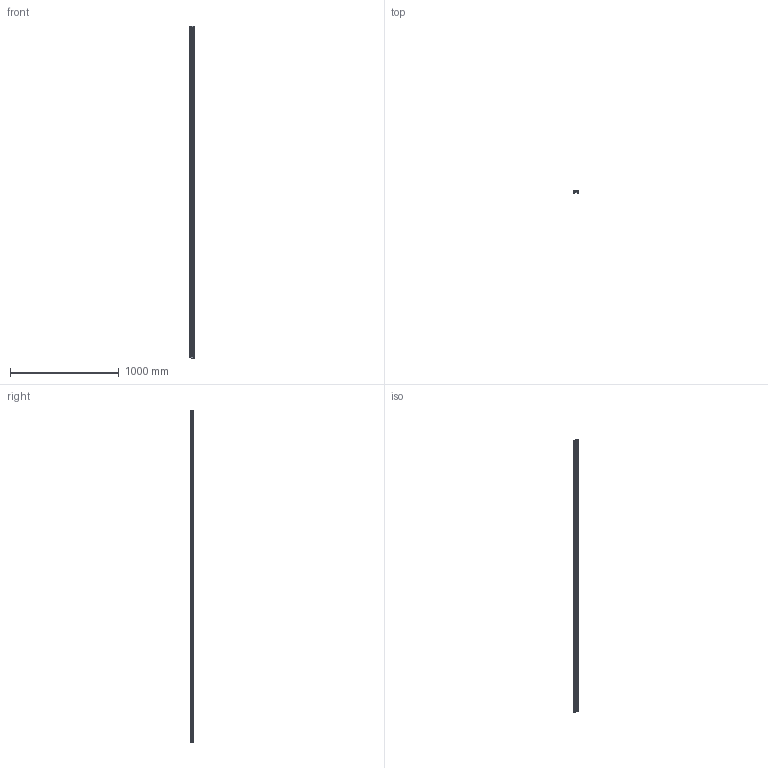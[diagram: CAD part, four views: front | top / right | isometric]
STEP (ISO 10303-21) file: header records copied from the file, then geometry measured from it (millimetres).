
FILE_DESCRIPTION(/* description */ (''),/* implementation_level */ '2;1');
FILE_NAME(/* name */ '10ft length.stp',/* time_stamp */ '2024-01-17T13:54:10-05:00',/* author */ ('DanielTentori'),/* organization */ (''),/* preprocessor_version */ 'ST-DEVELOPER v19',/* originating_system */ 'Autodesk Inventor 2023',/* authorisation */ '');
FILE_SCHEMA (('AUTOMOTIVE_DESIGN { 1 0 10303 214 3 1 1 }'));
Length unit declared in the file: inch
Products named in the file (7): 10ft length; Insulator REV2; joiner and strut; END BLOCKER UPDATED (MPR)2; END CAP SEPARATOR UPDATED (PROTOLABS)3; END BLOCKER UPDATED (MPR)2_MIR; END CAP SEPARATOR UPDATED (PROTOLABS)3_MIR
Assembly tree (6 placements, depth 2):
  10ft length
    Insulator REV2
    joiner and strut
    END BLOCKER UPDATED (MPR)2
    END CAP SEPARATOR UPDATED (PROTOLABS)3
    END BLOCKER UPDATED (MPR)2_MIR
    END CAP SEPARATOR UPDATED (PROTOLABS)3_MIR
Bounding box: 42.16 x 25.53 x 3048 mm (x, y, z)
Volume: 1360499.4 mm3; surface area: 1375534.4 mm2
Topology: 9 solids, 9 shells, 577 faces, 1545 edges, 1105 vertices
Faces by surface type: plane 380, cylinder 149, sphere 26, cone 16, bspline 6
Full cylindrical faces by diameter (mm): 3.264 x3
Entity records: 18685 total; most frequent: CARTESIAN_POINT 3460, DIRECTION 3039, ORIENTED_EDGE 2906, EDGE_CURVE 1453, LINE 1103, VECTOR 1103, AXIS2_PLACEMENT_3D 968, VERTEX_POINT 922
